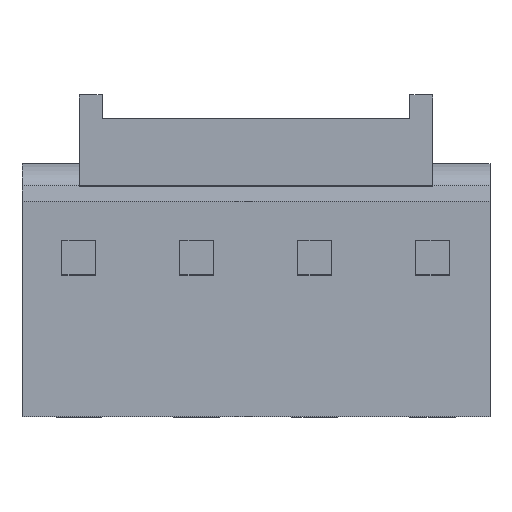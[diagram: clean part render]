
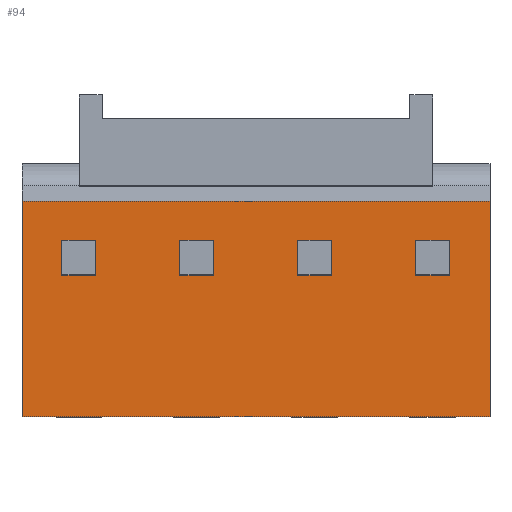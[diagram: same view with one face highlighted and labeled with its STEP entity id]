
A CAD part, top view. The second image highlights one B-rep face of the part: STEP entity #94.
In plain terms, the highlighted planar face has unit normal (0, 0, 1).
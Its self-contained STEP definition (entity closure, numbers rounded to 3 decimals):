
#94=ADVANCED_FACE('',(#337,#338,#339,#340,#341),#342,.T.);
#337=FACE_OUTER_BOUND('',#865,.T.);
#338=FACE_BOUND('',#866,.T.);
#339=FACE_BOUND('',#867,.T.);
#340=FACE_BOUND('',#868,.T.);
#341=FACE_BOUND('',#869,.T.);
#342=PLANE('',#870);
#865=EDGE_LOOP('',(#1599,#1600,#1601,#1602));
#866=EDGE_LOOP('',(#1603,#1604,#1605,#1606));
#867=EDGE_LOOP('',(#1607,#1608,#1609,#1610));
#868=EDGE_LOOP('',(#1611,#1612,#1613,#1614));
#869=EDGE_LOOP('',(#1615,#1616,#1617,#1618));
#870=AXIS2_PLACEMENT_3D('',#1619,#1620,#1621);
#1599=ORIENTED_EDGE('',*,*,#2907,.T.);
#1600=ORIENTED_EDGE('',*,*,#2908,.F.);
#1601=ORIENTED_EDGE('',*,*,#2909,.F.);
#1602=ORIENTED_EDGE('',*,*,#2739,.T.);
#1603=ORIENTED_EDGE('',*,*,#2910,.T.);
#1604=ORIENTED_EDGE('',*,*,#2911,.F.);
#1605=ORIENTED_EDGE('',*,*,#2912,.F.);
#1606=ORIENTED_EDGE('',*,*,#2903,.T.);
#1607=ORIENTED_EDGE('',*,*,#2913,.T.);
#1608=ORIENTED_EDGE('',*,*,#2914,.F.);
#1609=ORIENTED_EDGE('',*,*,#2915,.F.);
#1610=ORIENTED_EDGE('',*,*,#2916,.T.);
#1611=ORIENTED_EDGE('',*,*,#2917,.T.);
#1612=ORIENTED_EDGE('',*,*,#2918,.F.);
#1613=ORIENTED_EDGE('',*,*,#2919,.F.);
#1614=ORIENTED_EDGE('',*,*,#2920,.T.);
#1615=ORIENTED_EDGE('',*,*,#2921,.T.);
#1616=ORIENTED_EDGE('',*,*,#2922,.F.);
#1617=ORIENTED_EDGE('',*,*,#2923,.F.);
#1618=ORIENTED_EDGE('',*,*,#2924,.T.);
#1619=CARTESIAN_POINT('',(-7.861,1.91,0.0));
#1620=DIRECTION('',(0.0,0.0,1.0));
#1621=DIRECTION('',(1.0,-0.0,0.0));
#2739=EDGE_CURVE('',#3262,#3260,#3263,.T.);
#2903=EDGE_CURVE('',#3541,#3545,#3547,.T.);
#2907=EDGE_CURVE('',#3260,#3553,#3554,.T.);
#2908=EDGE_CURVE('',#3555,#3553,#3556,.T.);
#2909=EDGE_CURVE('',#3262,#3555,#3557,.T.);
#2910=EDGE_CURVE('',#3545,#3558,#3559,.T.);
#2911=EDGE_CURVE('',#3560,#3558,#3561,.T.);
#2912=EDGE_CURVE('',#3541,#3560,#3562,.T.);
#2913=EDGE_CURVE('',#3563,#3564,#3565,.T.);
#2914=EDGE_CURVE('',#3566,#3564,#3567,.T.);
#2915=EDGE_CURVE('',#3568,#3566,#3569,.T.);
#2916=EDGE_CURVE('',#3568,#3563,#3570,.T.);
#2917=EDGE_CURVE('',#3571,#3572,#3573,.T.);
#2918=EDGE_CURVE('',#3574,#3572,#3575,.T.);
#2919=EDGE_CURVE('',#3576,#3574,#3577,.T.);
#2920=EDGE_CURVE('',#3576,#3571,#3578,.T.);
#2921=EDGE_CURVE('',#3579,#3580,#3581,.T.);
#2922=EDGE_CURVE('',#3582,#3580,#3583,.T.);
#2923=EDGE_CURVE('',#3584,#3582,#3585,.T.);
#2924=EDGE_CURVE('',#3584,#3579,#3586,.T.);
#3260=VERTEX_POINT('',#4101);
#3262=VERTEX_POINT('',#4104);
#3263=LINE('',#4105,#4106);
#3541=VERTEX_POINT('',#4591);
#3545=VERTEX_POINT('',#4597);
#3547=LINE('',#4600,#4601);
#3553=VERTEX_POINT('',#4610);
#3554=LINE('',#4611,#4612);
#3555=VERTEX_POINT('',#4613);
#3556=LINE('',#4614,#4615);
#3557=LINE('',#4616,#4617);
#3558=VERTEX_POINT('',#4618);
#3559=LINE('',#4619,#4620);
#3560=VERTEX_POINT('',#4621);
#3561=LINE('',#4622,#4623);
#3562=LINE('',#4624,#4625);
#3563=VERTEX_POINT('',#4626);
#3564=VERTEX_POINT('',#4627);
#3565=LINE('',#4628,#4629);
#3566=VERTEX_POINT('',#4630);
#3567=LINE('',#4631,#4632);
#3568=VERTEX_POINT('',#4633);
#3569=LINE('',#4634,#4635);
#3570=LINE('',#4636,#4637);
#3571=VERTEX_POINT('',#4638);
#3572=VERTEX_POINT('',#4639);
#3573=LINE('',#4640,#4641);
#3574=VERTEX_POINT('',#4642);
#3575=LINE('',#4643,#4644);
#3576=VERTEX_POINT('',#4645);
#3577=LINE('',#4646,#4647);
#3578=LINE('',#4648,#4649);
#3579=VERTEX_POINT('',#4650);
#3580=VERTEX_POINT('',#4651);
#3581=LINE('',#4652,#4653);
#3582=VERTEX_POINT('',#4654);
#3583=LINE('',#4655,#4656);
#3584=VERTEX_POINT('',#4657);
#3585=LINE('',#4658,#4659);
#3586=LINE('',#4660,#4661);
#4101=CARTESIAN_POINT('',(-7.861,-5.334,0.0));
#4104=CARTESIAN_POINT('',(-7.861,1.91,0.0));
#4105=CARTESIAN_POINT('',(-7.861,1.91,0.0));
#4106=VECTOR('',#5477,7.244);
#4591=CARTESIAN_POINT('',(5.366,-0.578,0.0));
#4597=CARTESIAN_POINT('',(5.366,0.578,0.0));
#4600=CARTESIAN_POINT('',(5.366,-0.578,0.0));
#4601=VECTOR('',#5707,1.156);
#4610=CARTESIAN_POINT('',(7.861,-5.334,0.0));
#4611=CARTESIAN_POINT('',(-7.861,-5.334,0.0));
#4612=VECTOR('',#5711,15.723);
#4613=CARTESIAN_POINT('',(7.861,1.91,0.0));
#4614=CARTESIAN_POINT('',(7.861,1.91,0.0));
#4615=VECTOR('',#5712,7.244);
#4616=CARTESIAN_POINT('',(-7.861,1.91,0.0));
#4617=VECTOR('',#5713,15.723);
#4618=CARTESIAN_POINT('',(6.496,0.578,0.0));
#4619=CARTESIAN_POINT('',(5.366,0.578,0.0));
#4620=VECTOR('',#5714,1.13);
#4621=CARTESIAN_POINT('',(6.496,-0.578,0.0));
#4622=CARTESIAN_POINT('',(6.496,-0.578,0.0));
#4623=VECTOR('',#5715,1.156);
#4624=CARTESIAN_POINT('',(5.366,-0.578,0.0));
#4625=VECTOR('',#5716,1.13);
#4626=CARTESIAN_POINT('',(1.403,0.578,0.0));
#4627=CARTESIAN_POINT('',(2.534,0.578,0.0));
#4628=CARTESIAN_POINT('',(1.403,0.578,0.0));
#4629=VECTOR('',#5717,1.13);
#4630=CARTESIAN_POINT('',(2.534,-0.578,0.0));
#4631=CARTESIAN_POINT('',(2.534,-0.578,0.0));
#4632=VECTOR('',#5718,1.156);
#4633=CARTESIAN_POINT('',(1.403,-0.578,0.0));
#4634=CARTESIAN_POINT('',(1.403,-0.578,0.0));
#4635=VECTOR('',#5719,1.13);
#4636=CARTESIAN_POINT('',(1.403,-0.578,0.0));
#4637=VECTOR('',#5720,1.156);
#4638=CARTESIAN_POINT('',(-2.559,0.578,0.0));
#4639=CARTESIAN_POINT('',(-1.429,0.578,0.0));
#4640=CARTESIAN_POINT('',(-2.559,0.578,0.0));
#4641=VECTOR('',#5721,1.13);
#4642=CARTESIAN_POINT('',(-1.429,-0.578,0.0));
#4643=CARTESIAN_POINT('',(-1.429,-0.578,0.0));
#4644=VECTOR('',#5722,1.156);
#4645=CARTESIAN_POINT('',(-2.559,-0.578,0.0));
#4646=CARTESIAN_POINT('',(-2.559,-0.578,0.0));
#4647=VECTOR('',#5723,1.13);
#4648=CARTESIAN_POINT('',(-2.559,-0.578,0.0));
#4649=VECTOR('',#5724,1.156);
#4650=CARTESIAN_POINT('',(-6.521,0.578,0.0));
#4651=CARTESIAN_POINT('',(-5.391,0.578,0.0));
#4652=CARTESIAN_POINT('',(-6.521,0.578,0.0));
#4653=VECTOR('',#5725,1.13);
#4654=CARTESIAN_POINT('',(-5.391,-0.578,0.0));
#4655=CARTESIAN_POINT('',(-5.391,-0.578,0.0));
#4656=VECTOR('',#5726,1.156);
#4657=CARTESIAN_POINT('',(-6.521,-0.578,0.0));
#4658=CARTESIAN_POINT('',(-6.521,-0.578,0.0));
#4659=VECTOR('',#5727,1.13);
#4660=CARTESIAN_POINT('',(-6.521,-0.578,0.0));
#4661=VECTOR('',#5728,1.156);
#5477=DIRECTION('',(0.0,-1.0,0.0));
#5707=DIRECTION('',(0.0,1.0,0.0));
#5711=DIRECTION('',(1.0,0.0,0.0));
#5712=DIRECTION('',(0.0,-1.0,0.0));
#5713=DIRECTION('',(1.0,0.0,0.0));
#5714=DIRECTION('',(1.0,0.0,0.0));
#5715=DIRECTION('',(0.0,1.0,0.0));
#5716=DIRECTION('',(1.0,0.0,0.0));
#5717=DIRECTION('',(1.0,0.0,0.0));
#5718=DIRECTION('',(0.0,1.0,0.0));
#5719=DIRECTION('',(1.0,0.0,0.0));
#5720=DIRECTION('',(0.0,1.0,0.0));
#5721=DIRECTION('',(1.0,0.0,0.0));
#5722=DIRECTION('',(0.0,1.0,0.0));
#5723=DIRECTION('',(1.0,0.0,0.0));
#5724=DIRECTION('',(0.0,1.0,0.0));
#5725=DIRECTION('',(1.0,0.0,0.0));
#5726=DIRECTION('',(0.0,1.0,0.0));
#5727=DIRECTION('',(1.0,0.0,0.0));
#5728=DIRECTION('',(0.0,1.0,0.0));
